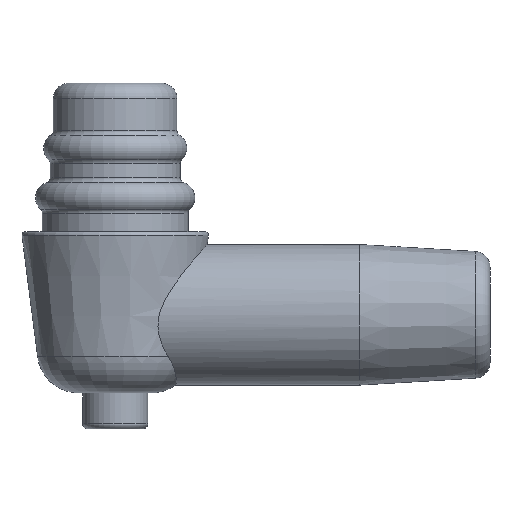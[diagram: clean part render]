
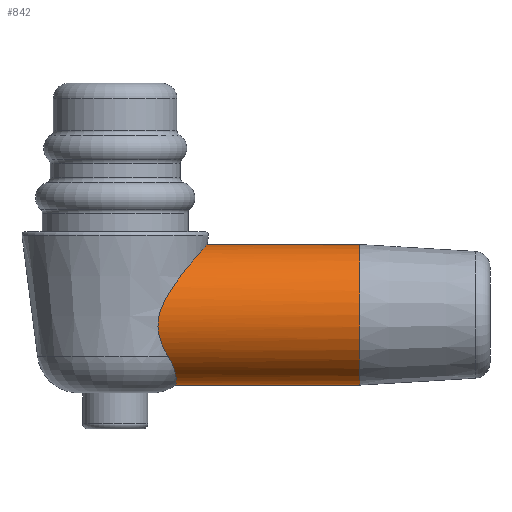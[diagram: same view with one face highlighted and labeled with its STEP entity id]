
A CAD part, front view. The second image highlights one B-rep face of the part: STEP entity #842.
In plain terms, the highlighted cylindrical face has radius 6.858 mm (diameter 13.716 mm), a partial arc.
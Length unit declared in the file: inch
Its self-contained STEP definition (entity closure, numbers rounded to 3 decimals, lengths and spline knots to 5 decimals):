
#43 = B_SPLINE_CURVE_WITH_KNOTS ( 'NONE', 3,
 ( #1591, #94, #752, #1418, #2103, #588, #1251, #1935, #430, #1101, #1767, #268, #935, #1599, #102, #762, #1427, #2113, #597, #1263, #1979, #474, #1143, #1816, #315, #984, #1649, #150, #812, #1476, #2153, #646 ),
 .UNSPECIFIED., .F., .F.,
 ( 4, 2, 2, 2, 2, 2, 2, 2, 2, 2, 2, 2, 2, 2, 2, 4 ),
 ( 0.01646, 0.01749, 0.01852, 0.01954, 0.02057, 0.02263, 0.02468, 0.02571, 0.02674, 0.02776, 0.02879, 0.02931, 0.02982, 0.03085, 0.03187, 0.0329 ),
 .UNSPECIFIED. ) ;
#62 = DIRECTION ( 'NONE',  ( -1., 0., 0. ) ) ;
#87 = VECTOR ( 'NONE', #62, 39.37008 ) ;
#94 = CARTESIAN_POINT ( 'NONE',  ( 0.35355, -0.01362, -0.62 ) ) ;
#102 = CARTESIAN_POINT ( 'NONE',  ( 0.21923, -0.24956, -0.7863 ) ) ;
#104 = CARTESIAN_POINT ( 'NONE',  ( 0.22015, -0.19198, -1.08098 ) ) ;
#115 = CARTESIAN_POINT ( 'NONE',  ( 0.23259, 0., -1.16 ) ) ;
#144 = VERTEX_POINT ( 'NONE', #1451 ) ;
#150 = CARTESIAN_POINT ( 'NONE',  ( 0.17713, -0.24824, -0.99696 ) ) ;
#157 = EDGE_CURVE ( 'NONE', #1169, #179, #1900, .T. ) ;
#177 = CARTESIAN_POINT ( 'NONE',  ( 1.57739, 0., -0.62 ) ) ;
#179 = VERTEX_POINT ( 'NONE', #476 ) ;
#223 = VERTEX_POINT ( 'NONE', #816 ) ;
#268 = CARTESIAN_POINT ( 'NONE',  ( 0.26249, -0.21664, -0.7272 ) ) ;
#277 = CARTESIAN_POINT ( 'NONE',  ( 0.23326, -0.04273, -1.15681 ) ) ;
#293 = EDGE_CURVE ( 'NONE', #144, #1148, #1426, .T. ) ;
#302 = DIRECTION ( 'NONE',  ( 0., 0., 1. ) ) ;
#315 = CARTESIAN_POINT ( 'NONE',  ( 0.16452, -0.26536, -0.94031 ) ) ;
#374 = DIRECTION ( 'NONE',  ( 0., 0., 1. ) ) ;
#421 = ORIENTED_EDGE ( 'NONE', *, *, #157, .T. ) ;
#430 = CARTESIAN_POINT ( 'NONE',  ( 0.32077, -0.13734, -0.65722 ) ) ;
#443 = CARTESIAN_POINT ( 'NONE',  ( 0.23435, -0.08418, -1.14677 ) ) ;
#474 = CARTESIAN_POINT ( 'NONE',  ( 0.16509, -0.26905, -0.91361 ) ) ;
#476 = CARTESIAN_POINT ( 'NONE',  ( 0.94, 0., -0.62 ) ) ;
#481 = ORIENTED_EDGE ( 'NONE', *, *, #293, .T. ) ;
#523 = EDGE_CURVE ( 'NONE', #179, #223, #1840, .T. ) ;
#530 = CYLINDRICAL_SURFACE ( 'NONE', #1882, 0.27 ) ;
#588 = CARTESIAN_POINT ( 'NONE',  ( 0.33966, -0.09149, -0.63564 ) ) ;
#597 = CARTESIAN_POINT ( 'NONE',  ( 0.18067, -0.26804, -0.85509 ) ) ;
#599 = CARTESIAN_POINT ( 'NONE',  ( 0.23288, -0.13314, -1.12513 ) ) ;
#646 = CARTESIAN_POINT ( 'NONE',  ( 0.2041, -0.21714, -1.05048 ) ) ;
#668 = EDGE_CURVE ( 'NONE', #223, #144, #43, .T. ) ;
#752 = CARTESIAN_POINT ( 'NONE',  ( 0.35263, -0.027, -0.62102 ) ) ;
#762 = CARTESIAN_POINT ( 'NONE',  ( 0.20529, -0.25756, -0.80816 ) ) ;
#764 = CARTESIAN_POINT ( 'NONE',  ( 0.22726, -0.16837, -1.10133 ) ) ;
#812 = CARTESIAN_POINT ( 'NONE',  ( 0.18192, -0.24298, -1.00838 ) ) ;
#816 = CARTESIAN_POINT ( 'NONE',  ( 0.35355, 0., -0.62 ) ) ;
#839 = DIRECTION ( 'NONE',  ( -1., 0., 0. ) ) ;
#842 = ADVANCED_FACE ( 'NONE', ( #2039 ), #530, .T. ) ;
#874 = EDGE_CURVE ( 'NONE', #1169, #1148, #890, .T. ) ;
#890 = LINE ( 'NONE', #1560, #87 ) ;
#935 = CARTESIAN_POINT ( 'NONE',  ( 0.24797, -0.22936, -0.74576 ) ) ;
#937 = CARTESIAN_POINT ( 'NONE',  ( 0.2041, -0.21714, -1.05048 ) ) ;
#946 = CARTESIAN_POINT ( 'NONE',  ( 0.23275, -0.0214, -1.15936 ) ) ;
#984 = CARTESIAN_POINT ( 'NONE',  ( 0.1665, -0.26113, -0.95993 ) ) ;
#1101 = CARTESIAN_POINT ( 'NONE',  ( 0.3036, -0.16794, -0.67719 ) ) ;
#1109 = CARTESIAN_POINT ( 'NONE',  ( 0.23414, -0.07397, -1.14989 ) ) ;
#1143 = CARTESIAN_POINT ( 'NONE',  ( 0.16453, -0.26837, -0.92039 ) ) ;
#1148 = VERTEX_POINT ( 'NONE', #2036 ) ;
#1169 = VERTEX_POINT ( 'NONE', #1716 ) ;
#1181 = EDGE_LOOP ( 'NONE', ( #1842, #421, #2137, #1456, #481 ) ) ;
#1196 = CARTESIAN_POINT ( 'NONE',  ( 1.57739, 0., -0.89 ) ) ;
#1251 = CARTESIAN_POINT ( 'NONE',  ( 0.33556, -0.10346, -0.64029 ) ) ;
#1252 = VECTOR ( 'NONE', #839, 39.37008 ) ;
#1263 = CARTESIAN_POINT ( 'NONE',  ( 0.17149, -0.27013, -0.88048 ) ) ;
#1265 = CARTESIAN_POINT ( 'NONE',  ( 0.23407, -0.11418, -1.1349 ) ) ;
#1285 = CARTESIAN_POINT ( 'NONE',  ( 0.94, 0., -0.89 ) ) ;
#1418 = CARTESIAN_POINT ( 'NONE',  ( 0.3491, -0.05335, -0.62499 ) ) ;
#1426 = B_SPLINE_CURVE_WITH_KNOTS ( 'NONE', 3,
 ( #937, #1601, #104, #764, #1429, #2115, #599, #1265, #1950, #443, #1109, #1780, #277, #946, #1612, #115 ),
 .UNSPECIFIED., .F., .F.,
 ( 4, 2, 2, 2, 2, 2, 2, 4 ),
 ( 0., 0.00161, 0.00242, 0.00323, 0.00404, 0.00484, 0.00565, 0.00646 ),
 .UNSPECIFIED. ) ;
#1427 = CARTESIAN_POINT ( 'NONE',  ( 0.1986, -0.26089, -0.81942 ) ) ;
#1429 = CARTESIAN_POINT ( 'NONE',  ( 0.22914, -0.15988, -1.10783 ) ) ;
#1451 = CARTESIAN_POINT ( 'NONE',  ( 0.2041, -0.21714, -1.05048 ) ) ;
#1456 = ORIENTED_EDGE ( 'NONE', *, *, #668, .T. ) ;
#1476 = CARTESIAN_POINT ( 'NONE',  ( 0.19248, -0.23104, -1.03027 ) ) ;
#1508 = AXIS2_PLACEMENT_3D ( 'NONE', #1285, #1802, #302 ) ;
#1560 = CARTESIAN_POINT ( 'NONE',  ( 1.57739, 0., -1.16 ) ) ;
#1591 = CARTESIAN_POINT ( 'NONE',  ( 0.35355, 0., -0.62 ) ) ;
#1599 = CARTESIAN_POINT ( 'NONE',  ( 0.22639, -0.24496, -0.77588 ) ) ;
#1601 = CARTESIAN_POINT ( 'NONE',  ( 0.21347, -0.20556, -1.06614 ) ) ;
#1612 = CARTESIAN_POINT ( 'NONE',  ( 0.23259, -0.01065, -1.16 ) ) ;
#1649 = CARTESIAN_POINT ( 'NONE',  ( 0.16943, -0.2573, -0.97283 ) ) ;
#1716 = CARTESIAN_POINT ( 'NONE',  ( 0.94, 0., -1.16 ) ) ;
#1767 = CARTESIAN_POINT ( 'NONE',  ( 0.29051, -0.18571, -0.69264 ) ) ;
#1780 = CARTESIAN_POINT ( 'NONE',  ( 0.23359, -0.05325, -1.15491 ) ) ;
#1802 = DIRECTION ( 'NONE',  ( -1., 0., 0. ) ) ;
#1816 = CARTESIAN_POINT ( 'NONE',  ( 0.16425, -0.26652, -0.93371 ) ) ;
#1840 = LINE ( 'NONE', #177, #1252 ) ;
#1842 = ORIENTED_EDGE ( 'NONE', *, *, #874, .F. ) ;
#1870 = DIRECTION ( 'NONE',  ( -1., 0., 0. ) ) ;
#1882 = AXIS2_PLACEMENT_3D ( 'NONE', #1196, #1870, #374 ) ;
#1900 = CIRCLE ( 'NONE', #1508, 0.27 ) ;
#1935 = CARTESIAN_POINT ( 'NONE',  ( 0.32613, -0.12637, -0.65106 ) ) ;
#1950 = CARTESIAN_POINT ( 'NONE',  ( 0.23432, -0.10431, -1.13927 ) ) ;
#1979 = CARTESIAN_POINT ( 'NONE',  ( 0.168, -0.27031, -0.89347 ) ) ;
#2036 = CARTESIAN_POINT ( 'NONE',  ( 0.23259, 0., -1.16 ) ) ;
#2039 = FACE_OUTER_BOUND ( 'NONE', #1181, .T. ) ;
#2103 = CARTESIAN_POINT ( 'NONE',  ( 0.34645, -0.06643, -0.62797 ) ) ;
#2113 = CARTESIAN_POINT ( 'NONE',  ( 0.18632, -0.26612, -0.84283 ) ) ;
#2115 = CARTESIAN_POINT ( 'NONE',  ( 0.23194, -0.14228, -1.11972 ) ) ;
#2137 = ORIENTED_EDGE ( 'NONE', *, *, #523, .T. ) ;
#2153 = CARTESIAN_POINT ( 'NONE',  ( 0.19822, -0.2244, -1.04064 ) ) ;
